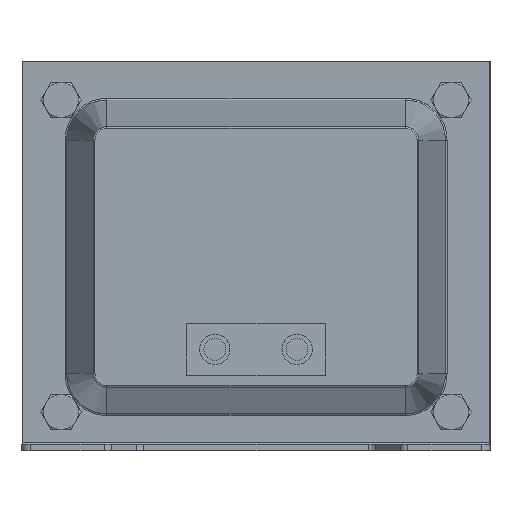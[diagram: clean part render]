
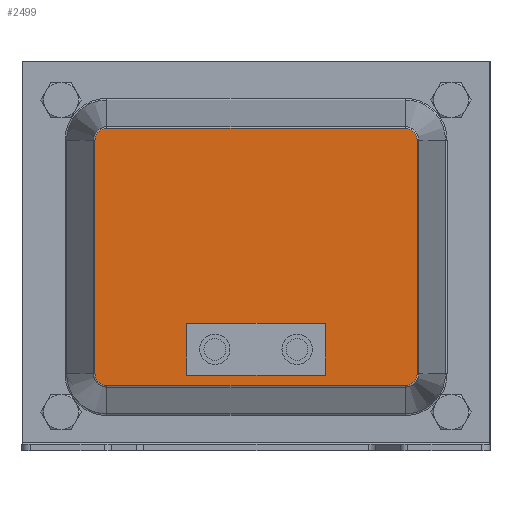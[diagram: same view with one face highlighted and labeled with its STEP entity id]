
A CAD part, front view. The second image highlights one B-rep face of the part: STEP entity #2499.
In plain terms, the highlighted face is planar.
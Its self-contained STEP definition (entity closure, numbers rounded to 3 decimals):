
#212=CIRCLE('',#2856,2.728);
#216=CIRCLE('',#2861,2.728);
#220=CIRCLE('',#2868,2.728);
#224=CIRCLE('',#2873,2.728);
#291=FACE_BOUND('',#541,.T.);
#385=FACE_OUTER_BOUND('',#540,.T.);
#540=EDGE_LOOP('',(#1898,#1899,#1900,#1901,#1902,#1903,#1904,#1905));
#541=EDGE_LOOP('',(#1906,#1907,#1908,#1909));
#719=LINE('',#3975,#917);
#723=LINE('',#3983,#921);
#726=LINE('',#3989,#924);
#729=LINE('',#3994,#927);
#751=LINE('',#4074,#949);
#753=LINE('',#4094,#951);
#756=LINE('',#4101,#954);
#758=LINE('',#4116,#956);
#917=VECTOR('',#3233,10.);
#921=VECTOR('',#3239,10.);
#924=VECTOR('',#3244,10.);
#927=VECTOR('',#3249,10.);
#949=VECTOR('',#3333,10.);
#951=VECTOR('',#3357,10.);
#954=VECTOR('',#3364,10.);
#956=VECTOR('',#3384,10.);
#1104=VERTEX_POINT('',#3973);
#1105=VERTEX_POINT('',#3974);
#1108=VERTEX_POINT('',#3982);
#1110=VERTEX_POINT('',#3988);
#1137=VERTEX_POINT('',#4071);
#1138=VERTEX_POINT('',#4073);
#1141=VERTEX_POINT('',#4080);
#1142=VERTEX_POINT('',#4085);
#1145=VERTEX_POINT('',#4092);
#1146=VERTEX_POINT('',#4097);
#1149=VERTEX_POINT('',#4104);
#1150=VERTEX_POINT('',#4109);
#1348=EDGE_CURVE('',#1104,#1105,#719,.T.);
#1352=EDGE_CURVE('',#1108,#1104,#723,.T.);
#1355=EDGE_CURVE('',#1110,#1108,#726,.T.);
#1358=EDGE_CURVE('',#1105,#1110,#729,.T.);
#1397=EDGE_CURVE('',#1137,#1138,#751,.T.);
#1401=EDGE_CURVE('',#1141,#1137,#212,.T.);
#1405=EDGE_CURVE('',#1138,#1142,#216,.T.);
#1407=EDGE_CURVE('',#1145,#1141,#753,.T.);
#1411=EDGE_CURVE('',#1142,#1146,#756,.T.);
#1413=EDGE_CURVE('',#1149,#1145,#220,.T.);
#1417=EDGE_CURVE('',#1146,#1150,#224,.T.);
#1419=EDGE_CURVE('',#1150,#1149,#758,.T.);
#1898=ORIENTED_EDGE('',*,*,#1397,.F.);
#1899=ORIENTED_EDGE('',*,*,#1401,.F.);
#1900=ORIENTED_EDGE('',*,*,#1407,.F.);
#1901=ORIENTED_EDGE('',*,*,#1413,.F.);
#1902=ORIENTED_EDGE('',*,*,#1419,.F.);
#1903=ORIENTED_EDGE('',*,*,#1417,.F.);
#1904=ORIENTED_EDGE('',*,*,#1411,.F.);
#1905=ORIENTED_EDGE('',*,*,#1405,.F.);
#1906=ORIENTED_EDGE('',*,*,#1348,.T.);
#1907=ORIENTED_EDGE('',*,*,#1358,.T.);
#1908=ORIENTED_EDGE('',*,*,#1355,.T.);
#1909=ORIENTED_EDGE('',*,*,#1352,.T.);
#2277=PLANE('',#2881);
#2499=ADVANCED_FACE('',(#385,#291),#2277,.T.);
#2856=AXIS2_PLACEMENT_3D('',#4082,#3341,#3342);
#2861=AXIS2_PLACEMENT_3D('',#4089,#3351,#3352);
#2868=AXIS2_PLACEMENT_3D('',#4106,#3369,#3370);
#2873=AXIS2_PLACEMENT_3D('',#4113,#3379,#3380);
#2881=AXIS2_PLACEMENT_3D('',#4135,#3404,#3405);
#3233=DIRECTION('',(0.,0.,-1.));
#3239=DIRECTION('',(-1.,0.,0.));
#3244=DIRECTION('',(0.,0.,1.));
#3249=DIRECTION('',(1.,0.,0.));
#3333=DIRECTION('',(1.,0.,0.));
#3341=DIRECTION('center_axis',(0.,-1.,0.));
#3342=DIRECTION('ref_axis',(-0.707,0.,-0.707));
#3351=DIRECTION('center_axis',(0.,-1.,0.));
#3352=DIRECTION('ref_axis',(0.707,0.,-0.707));
#3357=DIRECTION('',(0.,0.,-1.));
#3364=DIRECTION('',(0.,0.,1.));
#3369=DIRECTION('center_axis',(0.,-1.,0.));
#3370=DIRECTION('ref_axis',(-0.707,0.,0.707));
#3379=DIRECTION('center_axis',(0.,-1.,0.));
#3380=DIRECTION('ref_axis',(0.707,0.,0.707));
#3384=DIRECTION('',(-1.,0.,0.));
#3404=DIRECTION('center_axis',(0.,1.,0.));
#3405=DIRECTION('ref_axis',(0.,0.,1.));
#3973=CARTESIAN_POINT('',(-29.458,37.,70.));
#3974=CARTESIAN_POINT('',(-29.458,37.,38.));
#3975=CARTESIAN_POINT('',(-29.458,37.,61.994));
#3982=CARTESIAN_POINT('',(-17.458,37.,70.));
#3983=CARTESIAN_POINT('',(-31.118,37.,70.));
#3988=CARTESIAN_POINT('',(-17.458,37.,38.));
#3989=CARTESIAN_POINT('',(-17.458,37.,45.994));
#3994=CARTESIAN_POINT('',(-37.118,37.,38.));
#4071=CARTESIAN_POINT('',(-71.73,37.,16.808));
#4073=CARTESIAN_POINT('',(-17.826,37.,16.808));
#4074=CARTESIAN_POINT('',(-31.302,37.,16.808));
#4080=CARTESIAN_POINT('',(-74.458,37.,19.537));
#4082=CARTESIAN_POINT('Origin',(-71.73,37.,19.537));
#4085=CARTESIAN_POINT('',(-15.098,37.,19.537));
#4089=CARTESIAN_POINT('Origin',(-17.826,37.,19.537));
#4092=CARTESIAN_POINT('',(-74.458,37.,88.441));
#4094=CARTESIAN_POINT('',(-74.458,37.,36.763));
#4097=CARTESIAN_POINT('',(-15.098,37.,88.441));
#4101=CARTESIAN_POINT('',(-15.098,37.,71.215));
#4104=CARTESIAN_POINT('',(-71.73,37.,91.169));
#4106=CARTESIAN_POINT('Origin',(-71.73,37.,88.441));
#4109=CARTESIAN_POINT('',(-17.826,37.,91.169));
#4113=CARTESIAN_POINT('Origin',(-17.826,37.,88.441));
#4116=CARTESIAN_POINT('',(-58.254,37.,91.169));
#4135=CARTESIAN_POINT('Origin',(-44.778,37.,53.989));
